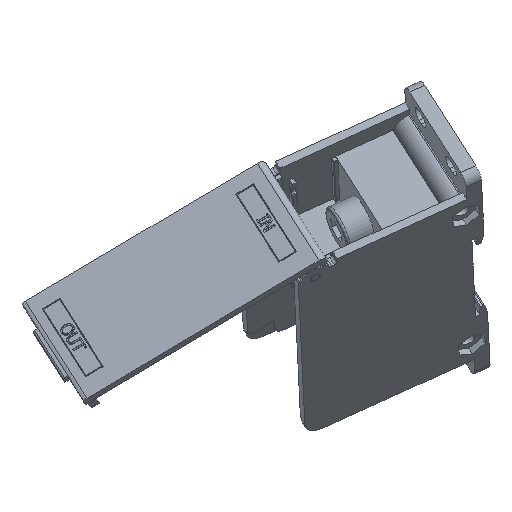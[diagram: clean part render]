
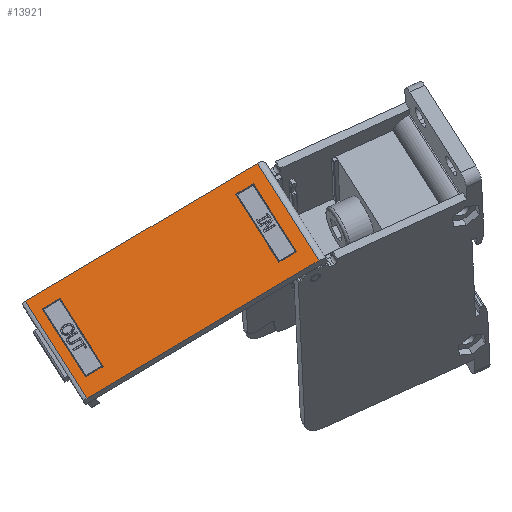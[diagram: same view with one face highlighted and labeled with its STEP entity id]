
A CAD part, left-side view. The second image highlights one B-rep face of the part: STEP entity #13921.
In plain terms, the highlighted face is planar.
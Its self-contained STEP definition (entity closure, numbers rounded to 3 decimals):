
#397=FACE_BOUND('',#5316,.T.);
#398=FACE_BOUND('',#5317,.T.);
#768=PLANE('',#15091);
#1859=LINE('',#24097,#3118);
#1863=LINE('',#24105,#3122);
#1866=LINE('',#24111,#3125);
#1869=LINE('',#24116,#3128);
#1883=LINE('',#24146,#3142);
#1887=LINE('',#24154,#3146);
#1890=LINE('',#24160,#3149);
#1893=LINE('',#24165,#3152);
#1949=LINE('',#24281,#3208);
#1950=LINE('',#24283,#3209);
#1951=LINE('',#24285,#3210);
#1952=LINE('',#24286,#3211);
#3118=VECTOR('',#18118,10.);
#3122=VECTOR('',#18124,10.);
#3125=VECTOR('',#18129,10.);
#3128=VECTOR('',#18134,10.);
#3142=VECTOR('',#18160,10.);
#3146=VECTOR('',#18166,10.);
#3149=VECTOR('',#18171,10.);
#3152=VECTOR('',#18176,10.);
#3208=VECTOR('',#18276,3.);
#3209=VECTOR('',#18277,10.);
#3210=VECTOR('',#18278,10.);
#3211=VECTOR('',#18279,10.);
#4484=FACE_OUTER_BOUND('',#5315,.T.);
#5315=EDGE_LOOP('',(#12749,#12750,#12751,#12752));
#5316=EDGE_LOOP('',(#12753,#12754,#12755,#12756));
#5317=EDGE_LOOP('',(#12757,#12758,#12759,#12760));
#6944=VERTEX_POINT('',#24095);
#6945=VERTEX_POINT('',#24096);
#6948=VERTEX_POINT('',#24104);
#6950=VERTEX_POINT('',#24110);
#6960=VERTEX_POINT('',#24144);
#6961=VERTEX_POINT('',#24145);
#6964=VERTEX_POINT('',#24153);
#6966=VERTEX_POINT('',#24159);
#7004=VERTEX_POINT('',#24279);
#7005=VERTEX_POINT('',#24280);
#7006=VERTEX_POINT('',#24282);
#7007=VERTEX_POINT('',#24284);
#8874=EDGE_CURVE('',#6944,#6945,#1859,.T.);
#8878=EDGE_CURVE('',#6945,#6948,#1863,.T.);
#8881=EDGE_CURVE('',#6948,#6950,#1866,.T.);
#8884=EDGE_CURVE('',#6950,#6944,#1869,.T.);
#8898=EDGE_CURVE('',#6960,#6961,#1883,.T.);
#8902=EDGE_CURVE('',#6961,#6964,#1887,.T.);
#8905=EDGE_CURVE('',#6964,#6966,#1890,.T.);
#8908=EDGE_CURVE('',#6966,#6960,#1893,.T.);
#8964=EDGE_CURVE('',#7004,#7005,#1949,.T.);
#8965=EDGE_CURVE('',#7006,#7004,#1950,.T.);
#8966=EDGE_CURVE('',#7006,#7007,#1951,.T.);
#8967=EDGE_CURVE('',#7005,#7007,#1952,.T.);
#12749=ORIENTED_EDGE('',*,*,#8964,.F.);
#12750=ORIENTED_EDGE('',*,*,#8965,.F.);
#12751=ORIENTED_EDGE('',*,*,#8966,.T.);
#12752=ORIENTED_EDGE('',*,*,#8967,.F.);
#12753=ORIENTED_EDGE('',*,*,#8898,.T.);
#12754=ORIENTED_EDGE('',*,*,#8902,.T.);
#12755=ORIENTED_EDGE('',*,*,#8905,.T.);
#12756=ORIENTED_EDGE('',*,*,#8908,.T.);
#12757=ORIENTED_EDGE('',*,*,#8874,.T.);
#12758=ORIENTED_EDGE('',*,*,#8878,.T.);
#12759=ORIENTED_EDGE('',*,*,#8881,.T.);
#12760=ORIENTED_EDGE('',*,*,#8884,.T.);
#13921=ADVANCED_FACE('',(#4484,#397,#398),#768,.T.);
#15091=AXIS2_PLACEMENT_3D('',#24278,#18274,#18275);
#18118=DIRECTION('',(0.,-1.,0.));
#18124=DIRECTION('',(0.,0.,1.));
#18129=DIRECTION('',(0.,1.,0.));
#18134=DIRECTION('',(0.,0.,-1.));
#18160=DIRECTION('',(0.,0.,1.));
#18166=DIRECTION('',(0.,1.,0.));
#18171=DIRECTION('',(0.,0.,-1.));
#18176=DIRECTION('',(0.,-1.,0.));
#18274=DIRECTION('center_axis',(1.,0.,0.));
#18275=DIRECTION('ref_axis',(0.,-1.,0.));
#18276=DIRECTION('',(0.,0.,-1.));
#18277=DIRECTION('',(0.,1.,0.));
#18278=DIRECTION('',(0.,0.,-1.));
#18279=DIRECTION('',(0.,-1.,0.));
#24095=CARTESIAN_POINT('',(2.5,68.74,-30.2));
#24096=CARTESIAN_POINT('',(2.5,63.34,-30.2));
#24097=CARTESIAN_POINT('',(2.5,67.94,-30.2));
#24104=CARTESIAN_POINT('',(2.5,63.34,-5.8));
#24105=CARTESIAN_POINT('',(2.5,63.34,-2.9));
#24110=CARTESIAN_POINT('',(2.5,68.74,-5.8));
#24111=CARTESIAN_POINT('',(2.5,70.64,-5.8));
#24116=CARTESIAN_POINT('',(2.5,68.74,-15.1));
#24144=CARTESIAN_POINT('',(2.5,3.8,-30.2));
#24145=CARTESIAN_POINT('',(2.5,3.8,-5.8));
#24146=CARTESIAN_POINT('',(2.5,3.8,-2.9));
#24153=CARTESIAN_POINT('',(2.5,9.2,-5.8));
#24154=CARTESIAN_POINT('',(2.5,40.87,-5.8));
#24159=CARTESIAN_POINT('',(2.5,9.2,-30.2));
#24160=CARTESIAN_POINT('',(2.5,9.2,-15.1));
#24165=CARTESIAN_POINT('',(2.5,38.17,-30.2));
#24278=CARTESIAN_POINT('Origin',(2.5,72.54,0.));
#24279=CARTESIAN_POINT('',(2.5,71.412,0.));
#24280=CARTESIAN_POINT('',(2.5,71.412,-35.));
#24281=CARTESIAN_POINT('',(2.5,71.412,-4.5));
#24282=CARTESIAN_POINT('',(2.5,0.,0.));
#24283=CARTESIAN_POINT('',(2.5,0.,0.));
#24284=CARTESIAN_POINT('',(2.5,0.,-35.));
#24285=CARTESIAN_POINT('',(2.5,0.,0.));
#24286=CARTESIAN_POINT('',(2.5,0.,-35.));
